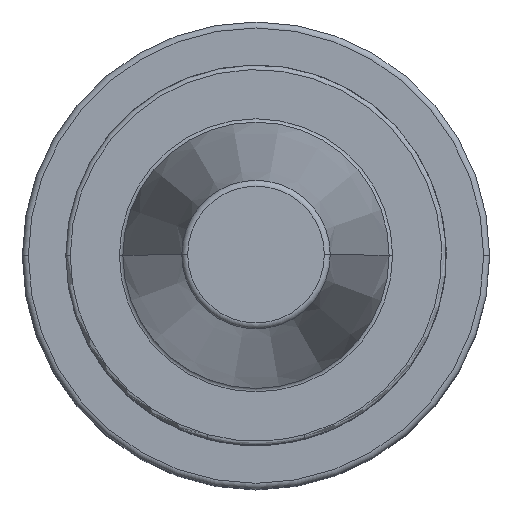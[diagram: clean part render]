
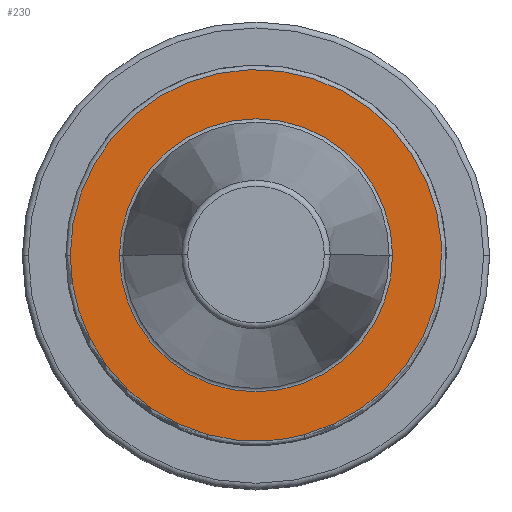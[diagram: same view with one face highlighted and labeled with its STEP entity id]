
A CAD part, top view. The second image highlights one B-rep face of the part: STEP entity #230.
In plain terms, the highlighted planar face has unit normal (0, 0, 1).
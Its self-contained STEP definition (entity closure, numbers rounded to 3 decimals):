
#186=B_SPLINE_CURVE_WITH_KNOTS('',3,(#1578,#1579,#1580,#1581,#1582,#1583),
 .UNSPECIFIED.,.F.,.F.,(4,2,4),(0.,0.5,1.),.UNSPECIFIED.);
#194=B_SPLINE_CURVE_WITH_KNOTS('',3,(#1644,#1645,#1646,#1647),
 .UNSPECIFIED.,.F.,.F.,(4,4),(0.,1.),.UNSPECIFIED.);
#230=ADVANCED_FACE('',(#273,#274),#260,.F.);
#260=PLANE('',#1000);
#273=FACE_BOUND('',#313,.T.);
#274=FACE_BOUND('',#314,.T.);
#313=EDGE_LOOP('',(#480,#481,#482));
#314=EDGE_LOOP('',(#483,#484));
#480=ORIENTED_EDGE('',*,*,#772,.T.);
#481=ORIENTED_EDGE('',*,*,#759,.F.);
#482=ORIENTED_EDGE('',*,*,#757,.F.);
#483=ORIENTED_EDGE('',*,*,#692,.T.);
#484=ORIENTED_EDGE('',*,*,#694,.T.);
#612=VERTEX_POINT('',#1420);
#614=VERTEX_POINT('',#1424);
#656=VERTEX_POINT('',#1577);
#657=VERTEX_POINT('',#1584);
#658=VERTEX_POINT('',#1588);
#692=EDGE_CURVE('',#612,#614,#809,.T.);
#694=EDGE_CURVE('',#614,#612,#811,.T.);
#757=EDGE_CURVE('',#656,#657,#186,.T.);
#759=EDGE_CURVE('',#657,#658,#854,.T.);
#772=EDGE_CURVE('',#656,#658,#194,.T.);
#809=CIRCLE('',#924,22.79);
#811=CIRCLE('',#927,22.79);
#854=CIRCLE('',#989,31.);
#924=AXIS2_PLACEMENT_3D('',#1425,#1079,#1080);
#927=AXIS2_PLACEMENT_3D('',#1428,#1085,#1086);
#989=AXIS2_PLACEMENT_3D('',#1587,#1223,#1224);
#1000=AXIS2_PLACEMENT_3D('',#1648,#1245,#1246);
#1079=DIRECTION('',(0.,0.,-1.));
#1080=DIRECTION('',(-1.,0.,0.));
#1085=DIRECTION('',(0.,0.,-1.));
#1086=DIRECTION('',(-1.,0.,0.));
#1223=DIRECTION('',(0.,0.,-1.));
#1224=DIRECTION('',(-1.,0.,0.));
#1245=DIRECTION('',(0.,0.,-1.));
#1246=DIRECTION('',(1.,0.,0.));
#1420=CARTESIAN_POINT('',(-22.79,0.,-3.2));
#1424=CARTESIAN_POINT('',(22.79,0.,-3.2));
#1425=CARTESIAN_POINT('',(0.,0.,-3.2));
#1428=CARTESIAN_POINT('',(0.,0.,-3.2));
#1577=CARTESIAN_POINT('',(-8.095,-29.924,-3.2));
#1578=CARTESIAN_POINT('',(-8.095,-29.924,-3.2));
#1579=CARTESIAN_POINT('',(-14.612,-28.162,-3.2));
#1580=CARTESIAN_POINT('',(-20.513,-24.203,-3.2));
#1581=CARTESIAN_POINT('',(-28.72,-13.481,-3.2));
#1582=CARTESIAN_POINT('',(-31.,-6.751,-3.2));
#1583=CARTESIAN_POINT('',(-31.,0.,-3.2));
#1584=CARTESIAN_POINT('',(-31.,0.,-3.2));
#1587=CARTESIAN_POINT('',(0.,0.,-3.2));
#1588=CARTESIAN_POINT('',(8.095,-29.924,-3.2));
#1644=CARTESIAN_POINT('',(-8.095,-29.924,-3.2));
#1645=CARTESIAN_POINT('',(-2.813,-31.353,-3.2));
#1646=CARTESIAN_POINT('',(2.811,-31.354,-3.2));
#1647=CARTESIAN_POINT('',(8.095,-29.924,-3.2));
#1648=CARTESIAN_POINT('',(0.,22.79,-3.2));
